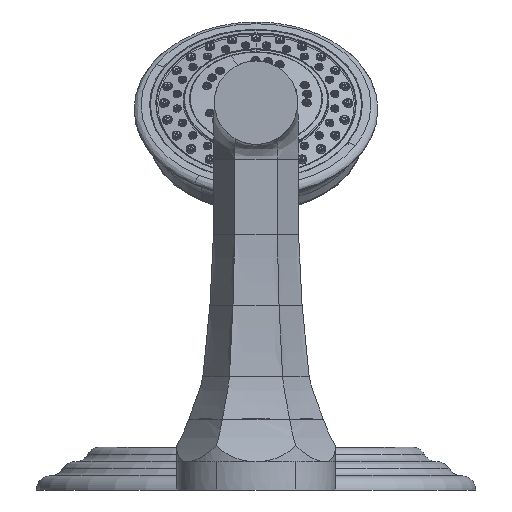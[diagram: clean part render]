
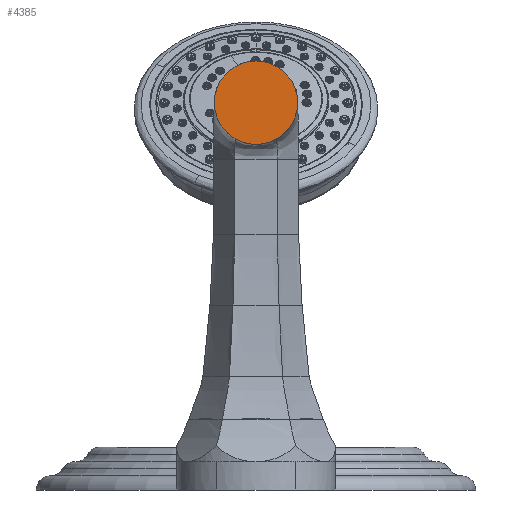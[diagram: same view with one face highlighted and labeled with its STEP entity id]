
A CAD part, front view. The second image highlights one B-rep face of the part: STEP entity #4385.
In plain terms, the highlighted planar face has unit normal (0, -1, 0).
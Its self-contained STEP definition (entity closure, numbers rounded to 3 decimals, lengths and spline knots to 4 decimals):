
#1072=CARTESIAN_POINT('',(0.3675,-1.645,6.1905));
#1073=CARTESIAN_POINT('',(0.3922,-1.645,6.2047));
#1074=CARTESIAN_POINT('',(0.4399,-1.645,6.2361));
#1075=CARTESIAN_POINT('',(0.5055,-1.645,6.2912));
#1076=CARTESIAN_POINT('',(0.5643,-1.645,6.3535));
#1077=CARTESIAN_POINT('',(0.6155,-1.645,6.4222));
#1078=CARTESIAN_POINT('',(0.6583,-1.645,6.4964));
#1079=CARTESIAN_POINT('',(0.6922,-1.645,6.575));
#1080=CARTESIAN_POINT('',(0.7168,-1.645,6.6571));
#1081=CARTESIAN_POINT('',(0.7317,-1.645,6.7415));
#1082=CARTESIAN_POINT('',(0.735,-1.645,6.7985));
#1083=CARTESIAN_POINT('',(0.735,-1.645,6.827));
#1102=CARTESIAN_POINT('',(-0.3675,-1.645,6.1905));
#1103=CARTESIAN_POINT('',(-0.3428,-1.645,6.1762));
#1104=CARTESIAN_POINT('',(-0.2918,-1.645,6.1506));
#1105=CARTESIAN_POINT('',(-0.2113,-1.645,6.1213));
#1106=CARTESIAN_POINT('',(-0.1279,-1.645,6.1015));
#1107=CARTESIAN_POINT('',(-0.0428,-1.645,6.0916));
#1108=CARTESIAN_POINT('',(0.0428,-1.645,6.0916));
#1109=CARTESIAN_POINT('',(0.1279,-1.645,6.1015));
#1110=CARTESIAN_POINT('',(0.2113,-1.645,6.1213));
#1111=CARTESIAN_POINT('',(0.2918,-1.645,6.1506));
#1112=CARTESIAN_POINT('',(0.3428,-1.645,6.1762));
#1113=CARTESIAN_POINT('',(0.3675,-1.645,6.1905));
#1132=CARTESIAN_POINT('',(-0.735,-1.645,6.827));
#1133=CARTESIAN_POINT('',(-0.735,-1.645,6.7985));
#1134=CARTESIAN_POINT('',(-0.7317,-1.645,6.7415));
#1135=CARTESIAN_POINT('',(-0.7168,-1.645,6.6571));
#1136=CARTESIAN_POINT('',(-0.6922,-1.645,6.575));
#1137=CARTESIAN_POINT('',(-0.6583,-1.645,6.4964));
#1138=CARTESIAN_POINT('',(-0.6155,-1.645,6.4222));
#1139=CARTESIAN_POINT('',(-0.5643,-1.645,6.3535));
#1140=CARTESIAN_POINT('',(-0.5055,-1.645,6.2912));
#1141=CARTESIAN_POINT('',(-0.4399,-1.645,6.2361));
#1142=CARTESIAN_POINT('',(-0.3922,-1.645,6.2047));
#1143=CARTESIAN_POINT('',(-0.3675,-1.645,6.1905));
#1162=CARTESIAN_POINT('',(-0.3675,-1.645,7.4635));
#1163=CARTESIAN_POINT('',(-0.3922,-1.645,7.4493));
#1164=CARTESIAN_POINT('',(-0.4399,-1.645,7.4179));
#1165=CARTESIAN_POINT('',(-0.5055,-1.645,7.3628));
#1166=CARTESIAN_POINT('',(-0.5643,-1.645,7.3005));
#1167=CARTESIAN_POINT('',(-0.6155,-1.645,7.2318));
#1168=CARTESIAN_POINT('',(-0.6583,-1.645,7.1576));
#1169=CARTESIAN_POINT('',(-0.6922,-1.645,7.079));
#1170=CARTESIAN_POINT('',(-0.7168,-1.645,6.9969));
#1171=CARTESIAN_POINT('',(-0.7317,-1.645,6.9125));
#1172=CARTESIAN_POINT('',(-0.735,-1.645,6.8555));
#1173=CARTESIAN_POINT('',(-0.735,-1.645,6.827));
#1192=CARTESIAN_POINT('',(0.3675,-1.645,7.4635));
#1193=CARTESIAN_POINT('',(0.3428,-1.645,7.4778));
#1194=CARTESIAN_POINT('',(0.2918,-1.645,7.5034));
#1195=CARTESIAN_POINT('',(0.2113,-1.645,7.5327));
#1196=CARTESIAN_POINT('',(0.1279,-1.645,7.5525));
#1197=CARTESIAN_POINT('',(0.0428,-1.645,7.5624));
#1198=CARTESIAN_POINT('',(-0.0428,-1.645,7.5624));
#1199=CARTESIAN_POINT('',(-0.1279,-1.645,7.5525));
#1200=CARTESIAN_POINT('',(-0.2113,-1.645,7.5327));
#1201=CARTESIAN_POINT('',(-0.2918,-1.645,7.5034));
#1202=CARTESIAN_POINT('',(-0.3428,-1.645,7.4778));
#1203=CARTESIAN_POINT('',(-0.3675,-1.645,7.4635));
#1222=CARTESIAN_POINT('',(0.735,-1.645,6.827));
#1223=CARTESIAN_POINT('',(0.735,-1.645,6.8555));
#1224=CARTESIAN_POINT('',(0.7317,-1.645,6.9125));
#1225=CARTESIAN_POINT('',(0.7168,-1.645,6.9969));
#1226=CARTESIAN_POINT('',(0.6922,-1.645,7.079));
#1227=CARTESIAN_POINT('',(0.6583,-1.645,7.1576));
#1228=CARTESIAN_POINT('',(0.6155,-1.645,7.2318));
#1229=CARTESIAN_POINT('',(0.5643,-1.645,7.3005));
#1230=CARTESIAN_POINT('',(0.5055,-1.645,7.3628));
#1231=CARTESIAN_POINT('',(0.4399,-1.645,7.4179));
#1232=CARTESIAN_POINT('',(0.3922,-1.645,7.4493));
#1233=CARTESIAN_POINT('',(0.3675,-1.645,7.4635));
#1402=VERTEX_POINT('',#1072);
#1403=VERTEX_POINT('',#1083);
#1404=VERTEX_POINT('',#1102);
#1405=VERTEX_POINT('',#1132);
#1406=VERTEX_POINT('',#1162);
#1407=VERTEX_POINT('',#1192);
#4367=CARTESIAN_POINT('',(0.,-1.645,6.827));
#4368=DIRECTION('',(0.,-1.,0.));
#4369=DIRECTION('',(0.,0.,1.));
#4370=AXIS2_PLACEMENT_3D('',#4367,#4368,#4369);
#4371=PLANE('',#4370);
#4372=ORIENTED_EDGE('',*,*,#4357,.F.);
#4374=ORIENTED_EDGE('',*,*,#4373,.F.);
#4376=ORIENTED_EDGE('',*,*,#4375,.F.);
#4378=ORIENTED_EDGE('',*,*,#4377,.F.);
#4380=ORIENTED_EDGE('',*,*,#4379,.F.);
#4382=ORIENTED_EDGE('',*,*,#4381,.F.);
#4383=EDGE_LOOP('',(#4372,#4374,#4376,#4378,#4380,#4382));
#4384=FACE_OUTER_BOUND('',#4383,.F.);
#4385=ADVANCED_FACE('',(#4384),#4371,.T.);
#1084=B_SPLINE_CURVE_WITH_KNOTS('',3,(#1072,#1073,#1074,#1075,#1076,#1077,#1078,
#1079,#1080,#1081,#1082,#1083),.UNSPECIFIED.,.F.,.F.,(4,1,1,1,1,1,1,1,1,4),
(0.,0.1111,0.2222,0.3333,0.4444,
0.5556,0.6667,0.7778,0.8889,1.),
.UNSPECIFIED.);
#1114=B_SPLINE_CURVE_WITH_KNOTS('',3,(#1102,#1103,#1104,#1105,#1106,#1107,#1108,
#1109,#1110,#1111,#1112,#1113),.UNSPECIFIED.,.F.,.F.,(4,1,1,1,1,1,1,1,1,4),
(0.,0.1111,0.2222,0.3333,0.4444,
0.5556,0.6667,0.7778,0.8889,1.),
.UNSPECIFIED.);
#1144=B_SPLINE_CURVE_WITH_KNOTS('',3,(#1132,#1133,#1134,#1135,#1136,#1137,#1138,
#1139,#1140,#1141,#1142,#1143),.UNSPECIFIED.,.F.,.F.,(4,1,1,1,1,1,1,1,1,4),
(0.,0.1111,0.2222,0.3333,0.4444,
0.5556,0.6667,0.7778,0.8889,1.),
.UNSPECIFIED.);
#1174=B_SPLINE_CURVE_WITH_KNOTS('',3,(#1162,#1163,#1164,#1165,#1166,#1167,#1168,
#1169,#1170,#1171,#1172,#1173),.UNSPECIFIED.,.F.,.F.,(4,1,1,1,1,1,1,1,1,4),
(0.,0.1111,0.2222,0.3333,0.4444,
0.5556,0.6667,0.7778,0.8889,1.),
.UNSPECIFIED.);
#1204=B_SPLINE_CURVE_WITH_KNOTS('',3,(#1192,#1193,#1194,#1195,#1196,#1197,#1198,
#1199,#1200,#1201,#1202,#1203),.UNSPECIFIED.,.F.,.F.,(4,1,1,1,1,1,1,1,1,4),
(0.,0.1111,0.2222,0.3333,0.4444,
0.5556,0.6667,0.7778,0.8889,1.),
.UNSPECIFIED.);
#1234=B_SPLINE_CURVE_WITH_KNOTS('',3,(#1222,#1223,#1224,#1225,#1226,#1227,#1228,
#1229,#1230,#1231,#1232,#1233),.UNSPECIFIED.,.F.,.F.,(4,1,1,1,1,1,1,1,1,4),
(0.,0.1111,0.2222,0.3333,0.4444,
0.5556,0.6667,0.7778,0.8889,1.),
.UNSPECIFIED.);
#4357=EDGE_CURVE('',#1402,#1403,#1084,.T.);
#4373=EDGE_CURVE('',#1404,#1402,#1114,.T.);
#4375=EDGE_CURVE('',#1405,#1404,#1144,.T.);
#4377=EDGE_CURVE('',#1406,#1405,#1174,.T.);
#4379=EDGE_CURVE('',#1407,#1406,#1204,.T.);
#4381=EDGE_CURVE('',#1403,#1407,#1234,.T.);
